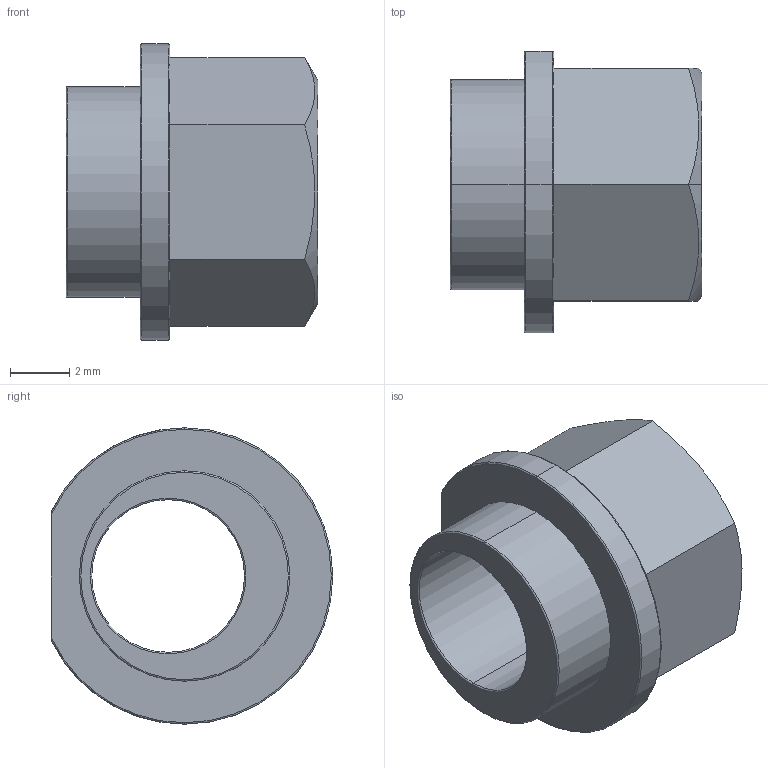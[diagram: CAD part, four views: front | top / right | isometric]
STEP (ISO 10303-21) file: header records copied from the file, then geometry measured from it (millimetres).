
FILE_DESCRIPTION (( 'STEP AP214' ), '1' );
FILE_NAME ('A197 Ìèíè ýêñöåíòðèê 6 ìì, äëÿ âèíòà Ì5.STEP', '2019-12-26T08:37:52', ( 'Ïîëüçîâàòåëü Windows' ), ( '' ), 'SwSTEP 2.0', 'SolidWorks 2019', '' );
FILE_SCHEMA (( 'AUTOMOTIVE_DESIGN' ));
Length unit declared in the file: millimetre
Products named in the file (1): A197 Ìèíè ýêñöåíòðèê 6 ìì, äëÿ âèíòà Ì5
Bounding box: 8.5 x 9.5 x 10 mm (x, y, z)
Volume: 264.5 mm3; surface area: 466.1 mm2
Topology: 1 solids, 1 shells, 32 faces, 72 edges, 44 vertices
Faces by surface type: torus 12, plane 11, cylinder 7, cone 2
Entity records: 990 total; most frequent: CARTESIAN_POINT 223, DIRECTION 166, ORIENTED_EDGE 144, EDGE_CURVE 72, AXIS2_PLACEMENT_3D 71, VERTEX_POINT 44, CIRCLE 38, EDGE_LOOP 36
